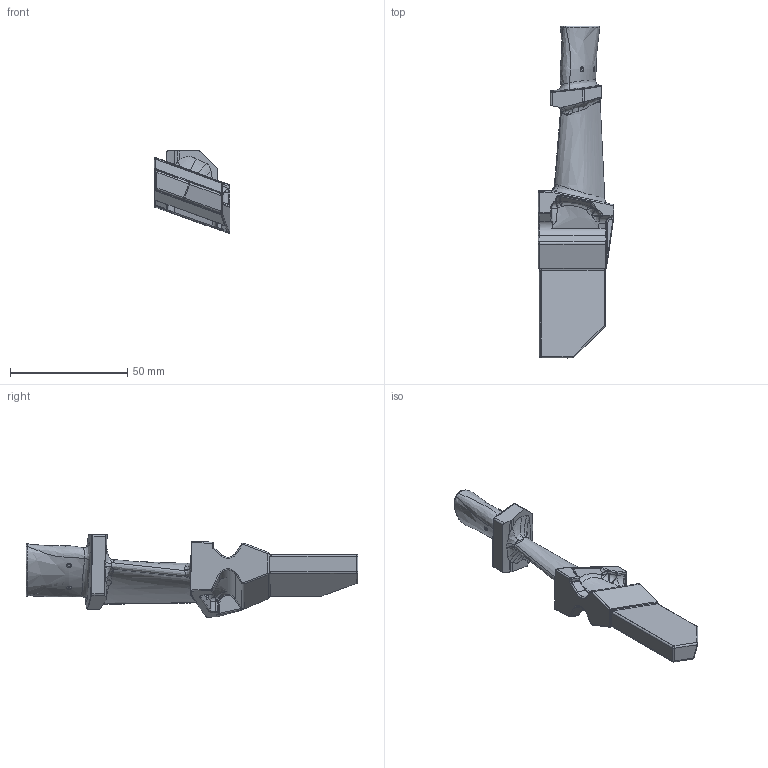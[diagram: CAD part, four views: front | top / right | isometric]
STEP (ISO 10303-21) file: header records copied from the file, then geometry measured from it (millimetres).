
FILE_DESCRIPTION (( 'STEP AP203' ), '1' );
FILE_NAME ('C20852-WPAT-RevNC.STEP', '2019-10-01T13:52:54', ( '' ), ( '' ), 'SwSTEP 2.0', 'SolidWorks 2019', '' );
FILE_SCHEMA (( 'CONFIG_CONTROL_DESIGN' ));
Products named in the file (1): C20852-WPAT-RevNC
Bounding box: 32.4 x 141.78 x 35.2 mm (x, y, z)
Surface area: 14201 mm2 (no closed solid volume)
Topology: 0 solids, 9 shells, 492 faces, 1224 edges, 731 vertices
Faces by surface type: bspline 290, cylinder 92, plane 61, sphere 25, torus 15, cone 9
Entity records: 66947 total; most frequent: CARTESIAN_POINT 58306, ORIENTED_EDGE 2378, EDGE_CURVE 1201, B_SPLINE_CURVE_WITH_KNOTS 823, DIRECTION 811, VERTEX_POINT 728, EDGE_LOOP 496, ADVANCED_FACE 490
